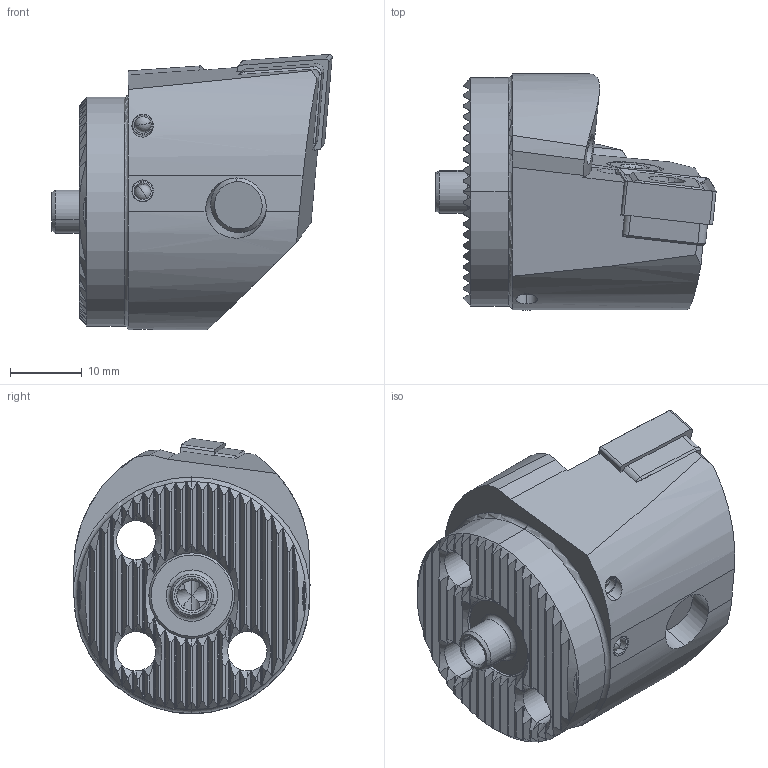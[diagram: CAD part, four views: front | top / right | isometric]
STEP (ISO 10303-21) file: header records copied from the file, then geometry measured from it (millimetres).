
FILE_DESCRIPTION (( 'STEP AP214' ), '1' );
FILE_NAME ('WK2.PCD.LLB.035.STEP', '2020-09-16T12:13:32', ( '' ), ( '' ), 'SwSTEP 2.0', 'SolidWorks 2017', '' );
FILE_SCHEMA (( 'AUTOMOTIVE_DESIGN' ));
Length unit declared in the file: millimetre
Products named in the file (9): WK2-ER1.001.012_A_Fertigbearbeitung; WK2.PCD.LLB.035; KVT_MB_600_030; WCD-ER4.101.017_A; CNMG120404; WCD-ER3.101.000_A; WCD-ER2.101.003_A; WK2-PCD.LLB.035_A; WKX-ER1.004.005_A_PreviewCfg
Assembly tree (11 placements, depth 2):
  WK2.PCD.LLB.035
    WK2-PCD.LLB.035_A
    WKX-ER1.004.005_A_PreviewCfg  x2
    WK2-ER1.001.012_A_Fertigbearbeitung
    KVT_MB_600_030  x3
    WCD-ER2.101.003_A
    CNMG120404
    WCD-ER4.101.017_A
    WCD-ER3.101.000_A
Bounding box: 39.2 x 33.06 x 38.5 mm (x, y, z)
Volume: 18745.1 mm3; surface area: 10917.9 mm2
Topology: 14 solids, 14 shells, 626 faces, 1640 edges, 1020 vertices
Faces by surface type: plane 234, cylinder 204, cone 156, torus 13, bspline 13, sphere 6
Entity records: 19253 total; most frequent: CARTESIAN_POINT 6026, ORIENTED_EDGE 2902, DIRECTION 2375, EDGE_CURVE 1451, VERTEX_POINT 921, AXIS2_PLACEMENT_3D 895, VECTOR 585, LINE 585
